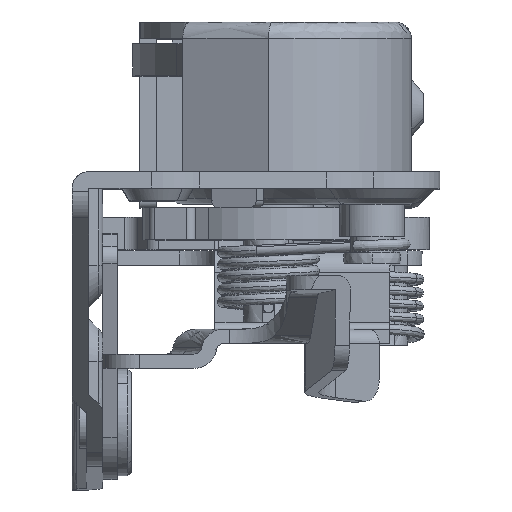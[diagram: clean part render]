
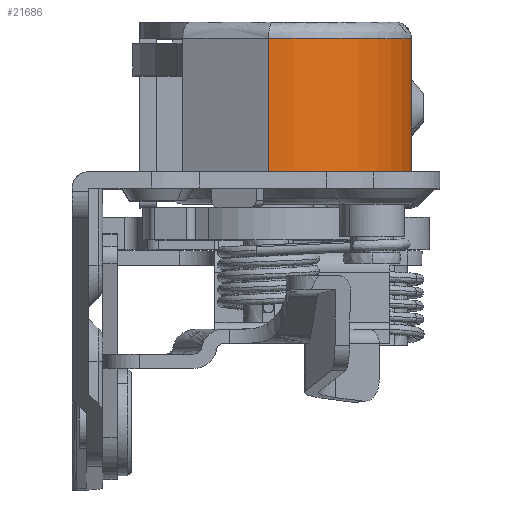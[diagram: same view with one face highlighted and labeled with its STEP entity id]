
A CAD part, top view. The second image highlights one B-rep face of the part: STEP entity #21686.
In plain terms, the highlighted free-form (B-spline) face has degree [1, 2] with [2, 3] control points.
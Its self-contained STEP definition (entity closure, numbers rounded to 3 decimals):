
#20577=CARTESIAN_POINT('',(47.5,53.7,24.0));
#20578=VERTEX_POINT('',#20577);
#20616=CARTESIAN_POINT('',(27.5,53.7,44.0));
#20617=VERTEX_POINT('',#20616);
#20654=CARTESIAN_POINT('',(27.5,53.7,44.0));
#20655=CARTESIAN_POINT('',(29.136,53.7,44.));
#20656=CARTESIAN_POINT('',(31.55,53.7,43.702));
#20657=CARTESIAN_POINT('',(34.678,53.7,42.722));
#20658=CARTESIAN_POINT('',(36.73,53.7,41.789));
#20659=CARTESIAN_POINT('',(39.088,53.7,40.386));
#20660=CARTESIAN_POINT('',(41.36,53.7,38.556));
#20661=CARTESIAN_POINT('',(43.797,53.7,35.782));
#20662=CARTESIAN_POINT('',(45.489,53.7,32.96));
#20663=CARTESIAN_POINT('',(46.545,53.7,30.248));
#20664=CARTESIAN_POINT('',(47.286,53.7,27.436));
#20665=CARTESIAN_POINT('',(47.5,53.7,25.391));
#20666=CARTESIAN_POINT('',(47.5,53.7,24.0));
#20667=B_SPLINE_CURVE_WITH_KNOTS('',3,(#20654,#20655,#20656,#20657,#20658,#20659,#20660,#20661,#20662,#20663,#20664,#20665,#20666),.UNSPECIFIED.,.F.,.U.,(4,1,1,1,1,1,1,1,1,1,4),(0.,4.909,7.24,9.817,11.658,15.463,18.531,22.703,25.28,27.244,31.416),.UNSPECIFIED.);
#20668=EDGE_CURVE('',#20617,#20578,#20667,.T.);
#21529=CARTESIAN_POINT('',(27.5,35.0,44.0));
#21530=VERTEX_POINT('',#21529);
#21536=CARTESIAN_POINT('',(27.5,35.0,44.0));
#21537=CARTESIAN_POINT('',(27.5,53.7,44.0));
#21538=QUASI_UNIFORM_CURVE('',1,(#21536,#21537),.UNSPECIFIED.,.F.,.U.);
#21539=EDGE_CURVE('',#21530,#20617,#21538,.T.);
#21645=CARTESIAN_POINT('',(47.493,34.532,23.476));
#21646=CARTESIAN_POINT('',(47.493,54.179,23.476));
#21647=CARTESIAN_POINT('',(48.064,34.532,45.295));
#21648=CARTESIAN_POINT('',(48.064,54.179,45.295));
#21649=CARTESIAN_POINT('',(26.279,34.532,43.963));
#21650=CARTESIAN_POINT('',(26.279,54.179,43.963));
#21658=(BOUNDED_SURFACE()B_SPLINE_SURFACE(1,2,((#21645,#21647,#21649),(#21646,#21648,#21650)),.UNSPECIFIED.,.F.,.F.,.U.)B_SPLINE_SURFACE_WITH_KNOTS((2,2),(3,3),(0.0,19.647),(0.0,35.201),.UNSPECIFIED.)GEOMETRIC_REPRESENTATION_ITEM()RATIONAL_B_SPLINE_SURFACE(((1.0,0.676,1.0),(1.0,0.676,1.0)))REPRESENTATION_ITEM('')SURFACE());
#21659=ORIENTED_EDGE('',*,*,#21539,.F.);
#21660=CARTESIAN_POINT('',(47.5,35.0,24.0));
#21661=VERTEX_POINT('',#21660);
#21662=CARTESIAN_POINT('',(27.5,35.0,44.0));
#21663=CARTESIAN_POINT('',(28.932,35.,44.));
#21664=CARTESIAN_POINT('',(31.631,35.,43.709));
#21665=CARTESIAN_POINT('',(34.997,35.,42.631));
#21666=CARTESIAN_POINT('',(37.559,35.,41.341));
#21667=CARTESIAN_POINT('',(39.608,35.,39.982));
#21668=CARTESIAN_POINT('',(41.786,35.,38.114));
#21669=CARTESIAN_POINT('',(43.918,35.,35.613));
#21670=CARTESIAN_POINT('',(45.563,35.,32.769));
#21671=CARTESIAN_POINT('',(46.545,35.,30.248));
#21672=CARTESIAN_POINT('',(47.286,35.,27.436));
#21673=CARTESIAN_POINT('',(47.5,35.,25.391));
#21674=CARTESIAN_POINT('',(47.5,35.0,24.0));
#21675=B_SPLINE_CURVE_WITH_KNOTS('',3,(#21662,#21663,#21664,#21665,#21666,#21667,#21668,#21669,#21670,#21671,#21672,#21673,#21674),.UNSPECIFIED.,.F.,.U.,(4,1,1,1,1,1,1,1,1,1,4),(0.,4.295,8.099,10.554,12.885,15.463,19.144,22.703,25.28,27.244,31.416),.UNSPECIFIED.);
#21676=EDGE_CURVE('',#21530,#21661,#21675,.T.);
#21677=ORIENTED_EDGE('',*,*,#21676,.T.);
#21678=CARTESIAN_POINT('',(47.5,35.0,24.0));
#21679=CARTESIAN_POINT('',(47.5,53.7,24.0));
#21680=QUASI_UNIFORM_CURVE('',1,(#21678,#21679),.UNSPECIFIED.,.F.,.U.);
#21681=EDGE_CURVE('',#21661,#20578,#21680,.T.);
#21682=ORIENTED_EDGE('',*,*,#21681,.T.);
#21683=ORIENTED_EDGE('',*,*,#20668,.F.);
#21684=EDGE_LOOP('',(#21659,#21677,#21682,#21683));
#21685=FACE_OUTER_BOUND('',#21684,.T.);
#21686=ADVANCED_FACE('',(#21685),#21658,.T.);
